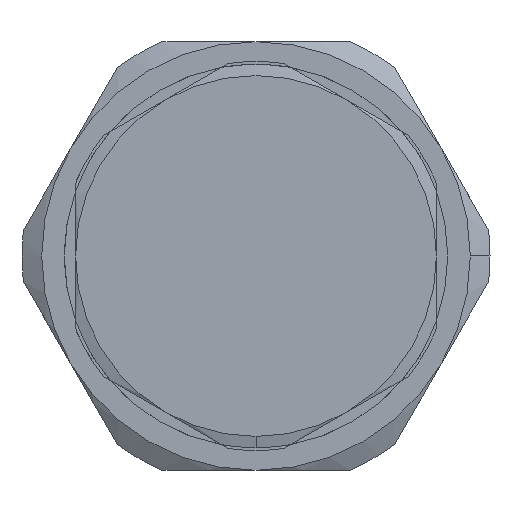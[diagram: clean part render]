
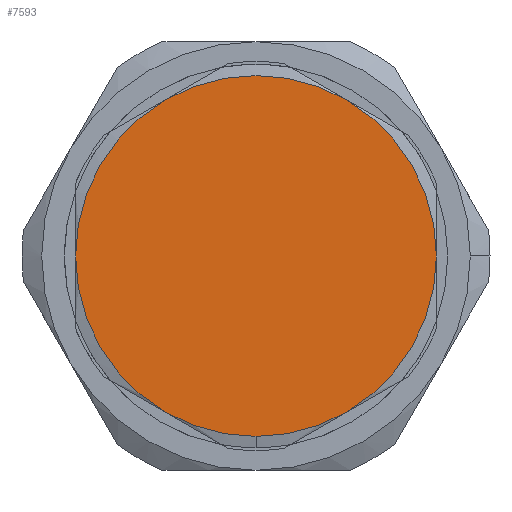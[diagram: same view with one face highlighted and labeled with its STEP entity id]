
A CAD part, left-side view. The second image highlights one B-rep face of the part: STEP entity #7593.
In plain terms, the highlighted planar face has unit normal (-1, 0, 0).
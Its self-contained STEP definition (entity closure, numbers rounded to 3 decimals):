
#846 = CARTESIAN_POINT ( 'NONE',  ( -116.15, -16., 0. ) ) ;
#847 = CARTESIAN_POINT ( 'NONE',  ( -116.15, 16., 0. ) ) ;
#849 = CARTESIAN_POINT ( 'NONE',  ( -116.15, 8., -13.856 ) ) ;
#851 = CARTESIAN_POINT ( 'NONE',  ( -116.15, -8., 13.856 ) ) ;
#852 = CARTESIAN_POINT ( 'NONE',  ( -116.15, 8., 13.856 ) ) ;
#964 = CARTESIAN_POINT ( 'NONE',  ( -116.15, 0., -16. ) ) ;
#1000 = CARTESIAN_POINT ( 'NONE',  ( -116.15, -8., -13.856 ) ) ;
#1165 = DIRECTION ( 'NONE',  ( 0., 0., -1. ) ) ;
#3053 = EDGE_CURVE ( 'NONE', #10495, #10459, #9110, .T. ) ;
#3182 = ORIENTED_EDGE ( 'NONE', *, *, #3053, .F. ) ;
#4804 = EDGE_CURVE ( 'NONE', #8161, #10495, #9263, .T. ) ;
#4805 = EDGE_CURVE ( 'NONE', #8166, #8161, #9265, .T. ) ;
#4806 = EDGE_CURVE ( 'NONE', #8167, #8166, #9267, .T. ) ;
#4807 = EDGE_CURVE ( 'NONE', #8162, #8167, #9268, .T. ) ;
#4808 = EDGE_CURVE ( 'NONE', #8164, #8162, #9269, .T. ) ;
#4809 = EDGE_CURVE ( 'NONE', #10459, #8164, #9270, .T. ) ;
#6371 = EDGE_LOOP ( 'NONE', ( #9488, #8221, #8209, #9469, #9594, #8222, #3182 ) ) ;
#6374 = CARTESIAN_POINT ( 'NONE',  ( -116.15, 0., 0. ) ) ;
#6376 = DIRECTION ( 'NONE',  ( 1., 0., 0. ) ) ;
#6378 = DIRECTION ( 'NONE',  ( 0., 0., -1. ) ) ;
#6864 = CARTESIAN_POINT ( 'NONE',  ( -116.15, 0., 0. ) ) ;
#6865 = DIRECTION ( 'NONE',  ( 1., 0., 0. ) ) ;
#6866 = DIRECTION ( 'NONE',  ( 0., 0., -1. ) ) ;
#6867 = CARTESIAN_POINT ( 'NONE',  ( -116.15, 0., 0. ) ) ;
#6868 = DIRECTION ( 'NONE',  ( 1., 0., 0. ) ) ;
#6869 = DIRECTION ( 'NONE',  ( 0., 0., -1. ) ) ;
#6870 = CARTESIAN_POINT ( 'NONE',  ( -116.15, 0., 0. ) ) ;
#6871 = DIRECTION ( 'NONE',  ( 1., 0., 0. ) ) ;
#6872 = DIRECTION ( 'NONE',  ( 0., 0., -1. ) ) ;
#6873 = CARTESIAN_POINT ( 'NONE',  ( -116.15, 0., 0. ) ) ;
#6874 = DIRECTION ( 'NONE',  ( 1., 0., 0. ) ) ;
#6875 = DIRECTION ( 'NONE',  ( 0., 0., -1. ) ) ;
#6876 = CARTESIAN_POINT ( 'NONE',  ( -116.15, 0., 0. ) ) ;
#6877 = DIRECTION ( 'NONE',  ( 1., 0., 0. ) ) ;
#6878 = DIRECTION ( 'NONE',  ( 0., 0., -1. ) ) ;
#6879 = CARTESIAN_POINT ( 'NONE',  ( -116.15, 0., 0. ) ) ;
#6880 = DIRECTION ( 'NONE',  ( 1., 0., 0. ) ) ;
#7593 = ADVANCED_FACE ( 'NONE', ( #12584 ), #8896, .F. ) ;
#8161 = VERTEX_POINT ( 'NONE', #846 ) ;
#8162 = VERTEX_POINT ( 'NONE', #847 ) ;
#8164 = VERTEX_POINT ( 'NONE', #849 ) ;
#8166 = VERTEX_POINT ( 'NONE', #851 ) ;
#8167 = VERTEX_POINT ( 'NONE', #852 ) ;
#8209 = ORIENTED_EDGE ( 'NONE', *, *, #4806, .F. ) ;
#8221 = ORIENTED_EDGE ( 'NONE', *, *, #4805, .F. ) ;
#8222 = ORIENTED_EDGE ( 'NONE', *, *, #4809, .F. ) ;
#8894 = CARTESIAN_POINT ( 'NONE',  ( -116.15, 16., -9.238 ) ) ;
#8896 = PLANE ( 'NONE',  #12128 ) ;
#8898 = DIRECTION ( 'NONE',  ( 1., 0., 0. ) ) ;
#8899 = DIRECTION ( 'NONE',  ( 0., -1., 0. ) ) ;
#9110 = CIRCLE ( 'NONE', #10226, 16. ) ;
#9263 = CIRCLE ( 'NONE', #10263, 16. ) ;
#9265 = CIRCLE ( 'NONE', #10264, 16. ) ;
#9267 = CIRCLE ( 'NONE', #10265, 16. ) ;
#9268 = CIRCLE ( 'NONE', #10266, 16. ) ;
#9269 = CIRCLE ( 'NONE', #10267, 16. ) ;
#9270 = CIRCLE ( 'NONE', #10268, 16. ) ;
#9469 = ORIENTED_EDGE ( 'NONE', *, *, #4807, .F. ) ;
#9488 = ORIENTED_EDGE ( 'NONE', *, *, #4804, .F. ) ;
#9594 = ORIENTED_EDGE ( 'NONE', *, *, #4808, .F. ) ;
#10226 = AXIS2_PLACEMENT_3D ( 'NONE', #6374, #6376, #6378 ) ;
#10263 = AXIS2_PLACEMENT_3D ( 'NONE', #6864, #6865, #6866 ) ;
#10264 = AXIS2_PLACEMENT_3D ( 'NONE', #6867, #6868, #6869 ) ;
#10265 = AXIS2_PLACEMENT_3D ( 'NONE', #6870, #6871, #6872 ) ;
#10266 = AXIS2_PLACEMENT_3D ( 'NONE', #6873, #6874, #6875 ) ;
#10267 = AXIS2_PLACEMENT_3D ( 'NONE', #6876, #6877, #6878 ) ;
#10268 = AXIS2_PLACEMENT_3D ( 'NONE', #6879, #6880, #1165 ) ;
#10459 = VERTEX_POINT ( 'NONE', #964 ) ;
#10495 = VERTEX_POINT ( 'NONE', #1000 ) ;
#12128 = AXIS2_PLACEMENT_3D ( 'NONE', #8894, #8898, #8899 ) ;
#12584 = FACE_OUTER_BOUND ( 'NONE', #6371, .T. ) ;
